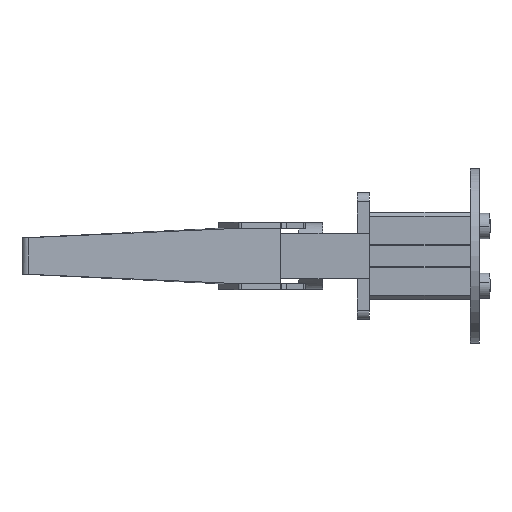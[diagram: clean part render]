
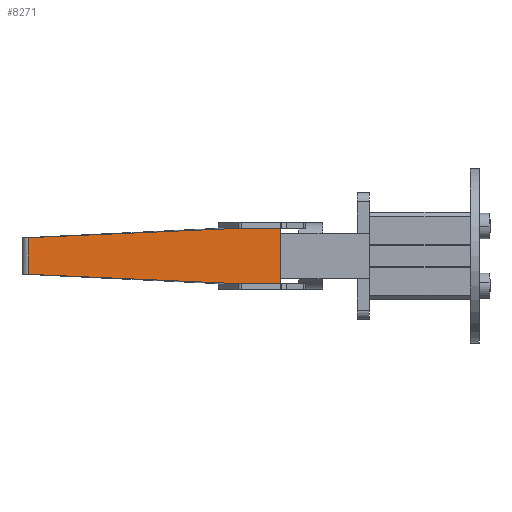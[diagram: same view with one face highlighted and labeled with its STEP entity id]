
A CAD part, left-side view. The second image highlights one B-rep face of the part: STEP entity #8271.
In plain terms, the highlighted planar face has unit normal (-0.997, -0.076, 0).
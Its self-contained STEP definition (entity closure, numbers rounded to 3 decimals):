
#8098=CARTESIAN_POINT('',(-47.874,31.792,89.25));
#8099=VERTEX_POINT('',#8098);
#8106=CARTESIAN_POINT('',(-46.95,19.756,89.25));
#8107=VERTEX_POINT('',#8106);
#8108=CARTESIAN_POINT('',(-46.95,19.756,89.25));
#8109=DIRECTION('',(-0.077,0.997,0.));
#8110=VECTOR('',#8109,12.071);
#8111=LINE('',#8108,#8110);
#8112=EDGE_CURVE('',#8107,#8099,#8111,.T.);
#8128=CARTESIAN_POINT('',(-46.95,19.756,70.75));
#8129=VERTEX_POINT('',#8128);
#8130=CARTESIAN_POINT('',(-46.95,19.756,70.75));
#8131=DIRECTION('',(0.,0.,1.));
#8132=VECTOR('',#8131,18.5);
#8133=LINE('',#8130,#8132);
#8134=EDGE_CURVE('',#8129,#8107,#8133,.T.);
#8167=CARTESIAN_POINT('',(-47.874,31.792,70.75));
#8168=VERTEX_POINT('',#8167);
#8175=CARTESIAN_POINT('',(-47.874,31.792,70.75));
#8176=DIRECTION('',(0.077,-0.997,0.));
#8177=VECTOR('',#8176,12.071);
#8178=LINE('',#8175,#8177);
#8179=EDGE_CURVE('',#8168,#8129,#8178,.T.);
#8190=CARTESIAN_POINT('',(-53.366,103.331,86.074));
#8191=VERTEX_POINT('',#8190);
#8192=CARTESIAN_POINT('',(-47.874,31.792,89.25));
#8193=DIRECTION('',(-0.076,0.996,-0.044));
#8194=VECTOR('',#8193,71.82);
#8195=LINE('',#8192,#8194);
#8196=EDGE_CURVE('',#8099,#8191,#8195,.T.);
#8246=CARTESIAN_POINT('',(-50.158,61.544,80.));
#8247=DIRECTION('',(0.077,-0.997,0.));
#8248=DIRECTION('',(-0.997,-0.077,0.));
#8249=AXIS2_PLACEMENT_3D('',#8246,#8248,#8247);
#8250=PLANE('',#8249);
#8251=ORIENTED_EDGE('',*,*,#8179,.T.);
#8252=ORIENTED_EDGE('',*,*,#8134,.T.);
#8253=ORIENTED_EDGE('',*,*,#8112,.T.);
#8254=ORIENTED_EDGE('',*,*,#8196,.T.);
#8255=CARTESIAN_POINT('',(-53.366,103.331,73.926));
#8256=VERTEX_POINT('',#8255);
#8257=CARTESIAN_POINT('',(-53.366,103.331,73.926));
#8258=DIRECTION('',(0.,0.,1.));
#8259=VECTOR('',#8258,12.149);
#8260=LINE('',#8257,#8259);
#8261=EDGE_CURVE('',#8256,#8191,#8260,.T.);
#8262=ORIENTED_EDGE('',*,*,#8261,.F.);
#8263=CARTESIAN_POINT('',(-53.366,103.331,73.926));
#8264=DIRECTION('',(0.076,-0.996,-0.044));
#8265=VECTOR('',#8264,71.82);
#8266=LINE('',#8263,#8265);
#8267=EDGE_CURVE('',#8256,#8168,#8266,.T.);
#8268=ORIENTED_EDGE('',*,*,#8267,.T.);
#8269=EDGE_LOOP('',(#8251,#8252,#8253,#8254,#8262,#8268));
#8270=FACE_OUTER_BOUND('',#8269,.T.);
#8271=ADVANCED_FACE('',(#8270),#8250,.T.);
